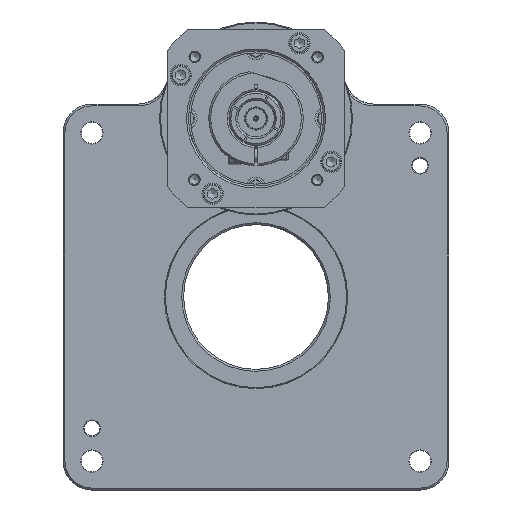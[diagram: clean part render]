
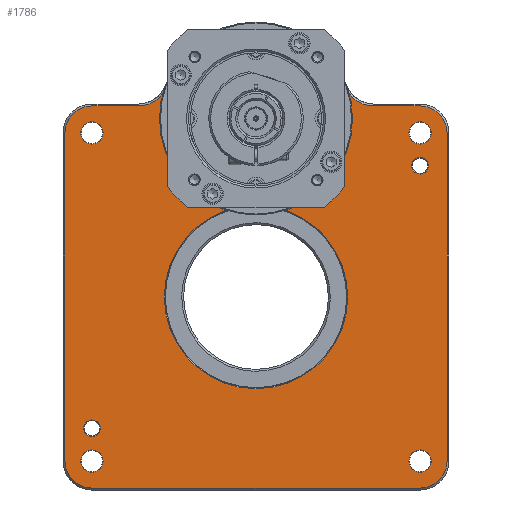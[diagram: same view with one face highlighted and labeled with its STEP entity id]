
A CAD part, front view. The second image highlights one B-rep face of the part: STEP entity #1786.
In plain terms, the highlighted planar face has unit normal (0, -1, 0).
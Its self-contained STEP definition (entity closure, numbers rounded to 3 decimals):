
#270=CARTESIAN_POINT('',(85.,0.,-79.2));
#271=VERTEX_POINT('',#270);
#272=CARTESIAN_POINT('',(85.,0.,-85.0));
#273=DIRECTION('',(0.0,1.0,0.0));
#274=DIRECTION('',(0.0,0.0,1.0));
#275=AXIS2_PLACEMENT_3D('',#272,#273,#274);
#276=CIRCLE('',#275,5.8);
#277=EDGE_CURVE('',#271,#271,#276,.T.);
#298=CARTESIAN_POINT('',(85.,0.,90.8));
#299=VERTEX_POINT('',#298);
#300=CARTESIAN_POINT('',(85.,0.,85.0));
#301=DIRECTION('',(0.0,1.0,0.0));
#302=DIRECTION('',(0.0,0.0,1.0));
#303=AXIS2_PLACEMENT_3D('',#300,#301,#302);
#304=CIRCLE('',#303,5.8);
#305=EDGE_CURVE('',#299,#299,#304,.T.);
#326=CARTESIAN_POINT('',(-85.,0.,90.8));
#327=VERTEX_POINT('',#326);
#328=CARTESIAN_POINT('',(-85.,0.,85.0));
#329=DIRECTION('',(0.0,1.0,0.0));
#330=DIRECTION('',(0.0,0.0,1.0));
#331=AXIS2_PLACEMENT_3D('',#328,#329,#330);
#332=CIRCLE('',#331,5.8);
#333=EDGE_CURVE('',#327,#327,#332,.T.);
#354=CARTESIAN_POINT('',(-85.,0.,-79.2));
#355=VERTEX_POINT('',#354);
#356=CARTESIAN_POINT('',(-85.,0.,-85.0));
#357=DIRECTION('',(0.0,1.0,0.0));
#358=DIRECTION('',(0.0,0.0,1.0));
#359=AXIS2_PLACEMENT_3D('',#356,#357,#358);
#360=CIRCLE('',#359,5.8);
#361=EDGE_CURVE('',#355,#355,#360,.T.);
#382=CARTESIAN_POINT('',(0.0,0.0,116.3));
#383=VERTEX_POINT('',#382);
#384=CARTESIAN_POINT('',(0.0,0.0,92.5));
#385=DIRECTION('',(0.0,1.0,0.0));
#386=DIRECTION('',(0.0,0.0,1.0));
#387=AXIS2_PLACEMENT_3D('',#384,#385,#386);
#388=CIRCLE('',#387,23.8);
#389=EDGE_CURVE('',#383,#383,#388,.T.);
#410=CARTESIAN_POINT('',(0.,0.,47.5));
#411=VERTEX_POINT('',#410);
#412=CARTESIAN_POINT('',(0.0,0.0,0.0));
#413=DIRECTION('',(0.0,1.0,0.0));
#414=DIRECTION('',(0.0,0.0,1.0));
#415=AXIS2_PLACEMENT_3D('',#412,#413,#414);
#416=CIRCLE('',#415,47.5);
#417=EDGE_CURVE('',#411,#411,#416,.T.);
#880=CARTESIAN_POINT('',(-85.,0.,-63.7));
#881=VERTEX_POINT('',#880);
#882=CARTESIAN_POINT('',(-85.,0.,-68.0));
#883=DIRECTION('',(0.0,1.0,0.0));
#884=DIRECTION('',(0.0,0.0,1.0));
#885=AXIS2_PLACEMENT_3D('',#882,#883,#884);
#886=CIRCLE('',#885,4.3);
#887=EDGE_CURVE('',#881,#881,#886,.T.);
#936=CARTESIAN_POINT('',(85.,0.,72.3));
#937=VERTEX_POINT('',#936);
#938=CARTESIAN_POINT('',(85.,0.,68.0));
#939=DIRECTION('',(0.0,1.0,0.0));
#940=DIRECTION('',(0.0,0.0,1.0));
#941=AXIS2_PLACEMENT_3D('',#938,#939,#940);
#942=CIRCLE('',#941,4.3);
#943=EDGE_CURVE('',#937,#937,#942,.T.);
#1016=CARTESIAN_POINT('',(0.,0.,130.6));
#1017=VERTEX_POINT('',#1016);
#1018=CARTESIAN_POINT('',(0.,0.,128.5));
#1019=DIRECTION('',(0.0,-1.0,0.0));
#1020=DIRECTION('',(0.0,0.0,1.0));
#1021=AXIS2_PLACEMENT_3D('',#1018,#1019,#1020);
#1022=CIRCLE('',#1021,2.1);
#1023=EDGE_CURVE('',#1017,#1017,#1022,.T.);
#1053=CARTESIAN_POINT('',(36.,0.,94.6));
#1054=VERTEX_POINT('',#1053);
#1055=CARTESIAN_POINT('',(36.,0.,92.5));
#1056=DIRECTION('',(0.0,-1.0,0.0));
#1057=DIRECTION('',(0.0,0.0,1.0));
#1058=AXIS2_PLACEMENT_3D('',#1055,#1056,#1057);
#1059=CIRCLE('',#1058,2.1);
#1060=EDGE_CURVE('',#1054,#1054,#1059,.T.);
#1113=CARTESIAN_POINT('',(0.,0.,58.6));
#1114=VERTEX_POINT('',#1113);
#1115=CARTESIAN_POINT('',(0.,0.,56.5));
#1116=DIRECTION('',(0.0,-1.0,0.0));
#1117=DIRECTION('',(0.0,0.0,1.0));
#1118=AXIS2_PLACEMENT_3D('',#1115,#1116,#1117);
#1119=CIRCLE('',#1118,2.1);
#1120=EDGE_CURVE('',#1114,#1114,#1119,.T.);
#1141=CARTESIAN_POINT('',(-36.,0.,94.6));
#1142=VERTEX_POINT('',#1141);
#1143=CARTESIAN_POINT('',(-36.,0.,92.5));
#1144=DIRECTION('',(0.0,-1.0,0.0));
#1145=DIRECTION('',(0.0,0.0,1.0));
#1146=AXIS2_PLACEMENT_3D('',#1143,#1144,#1145);
#1147=CIRCLE('',#1146,2.1);
#1148=EDGE_CURVE('',#1142,#1142,#1147,.T.);
#1640=CARTESIAN_POINT('',(0.0,0.0,0.0));
#1641=DIRECTION('',(0.0,-1.0,0.0));
#1642=DIRECTION('',(0.0,0.0,-1.0));
#1643=AXIS2_PLACEMENT_3D('',#1640,#1641,#1642);
#1644=PLANE('',#1643);
#1645=CARTESIAN_POINT('',(99.,0.,85.));
#1646=VERTEX_POINT('',#1645);
#1647=CARTESIAN_POINT('',(85.,0.,99.));
#1648=VERTEX_POINT('',#1647);
#1649=CARTESIAN_POINT('',(85.,0.,85.));
#1650=DIRECTION('',(0.0,-1.0,0.0));
#1651=DIRECTION('',(0.0,0.0,1.0));
#1652=AXIS2_PLACEMENT_3D('',#1649,#1650,#1651);
#1653=CIRCLE('',#1652,14.);
#1654=EDGE_CURVE('',#1646,#1648,#1653,.T.);
#1655=ORIENTED_EDGE('',*,*,#1654,.T.);
#1656=CARTESIAN_POINT('',(60.982,0.,99.0));
#1657=VERTEX_POINT('',#1656);
#1658=CARTESIAN_POINT('',(85.,0.,99.0));
#1659=DIRECTION('',(-1.0,0.0,0.0));
#1660=VECTOR('',#1659,24.018);
#1661=LINE('',#1658,#1660);
#1662=EDGE_CURVE('',#1648,#1657,#1661,.T.);
#1663=ORIENTED_EDGE('',*,*,#1662,.T.);
#1664=CARTESIAN_POINT('',(45.971,0.,109.462));
#1665=VERTEX_POINT('',#1664);
#1666=CARTESIAN_POINT('',(60.982,0.,115.0));
#1667=DIRECTION('',(0.0,1.0,0.0));
#1668=DIRECTION('',(0.0,0.0,1.0));
#1669=AXIS2_PLACEMENT_3D('',#1666,#1667,#1668);
#1670=CIRCLE('',#1669,16.0);
#1671=EDGE_CURVE('',#1657,#1665,#1670,.T.);
#1672=ORIENTED_EDGE('',*,*,#1671,.T.);
#1673=CARTESIAN_POINT('',(-45.971,0.,109.462));
#1674=VERTEX_POINT('',#1673);
#1675=CARTESIAN_POINT('',(0.0,0.0,92.5));
#1676=DIRECTION('',(0.0,-1.0,0.0));
#1677=DIRECTION('',(0.0,0.0,1.0));
#1678=AXIS2_PLACEMENT_3D('',#1675,#1676,#1677);
#1679=CIRCLE('',#1678,49.);
#1680=EDGE_CURVE('',#1665,#1674,#1679,.T.);
#1681=ORIENTED_EDGE('',*,*,#1680,.T.);
#1682=CARTESIAN_POINT('',(-60.982,0.,99.0));
#1683=VERTEX_POINT('',#1682);
#1684=CARTESIAN_POINT('',(-60.982,0.,115.0));
#1685=DIRECTION('',(0.0,1.0,0.0));
#1686=DIRECTION('',(0.0,0.0,1.0));
#1687=AXIS2_PLACEMENT_3D('',#1684,#1685,#1686);
#1688=CIRCLE('',#1687,16.0);
#1689=EDGE_CURVE('',#1674,#1683,#1688,.T.);
#1690=ORIENTED_EDGE('',*,*,#1689,.T.);
#1691=CARTESIAN_POINT('',(-85.,0.,99.0));
#1692=VERTEX_POINT('',#1691);
#1693=CARTESIAN_POINT('',(-60.982,0.,99.0));
#1694=DIRECTION('',(-1.0,0.0,0.0));
#1695=VECTOR('',#1694,24.018);
#1696=LINE('',#1693,#1695);
#1697=EDGE_CURVE('',#1683,#1692,#1696,.T.);
#1698=ORIENTED_EDGE('',*,*,#1697,.T.);
#1699=CARTESIAN_POINT('',(-99.,0.,85.));
#1700=VERTEX_POINT('',#1699);
#1701=CARTESIAN_POINT('',(-85.,0.,85.0));
#1702=DIRECTION('',(0.0,-1.0,0.0));
#1703=DIRECTION('',(0.0,0.0,1.0));
#1704=AXIS2_PLACEMENT_3D('',#1701,#1702,#1703);
#1705=CIRCLE('',#1704,14.);
#1706=EDGE_CURVE('',#1692,#1700,#1705,.T.);
#1707=ORIENTED_EDGE('',*,*,#1706,.T.);
#1708=CARTESIAN_POINT('',(-99.,0.,-85.0));
#1709=VERTEX_POINT('',#1708);
#1710=CARTESIAN_POINT('',(-99.,0.,85.));
#1711=DIRECTION('',(0.0,0.0,-1.0));
#1712=VECTOR('',#1711,170.0);
#1713=LINE('',#1710,#1712);
#1714=EDGE_CURVE('',#1700,#1709,#1713,.T.);
#1715=ORIENTED_EDGE('',*,*,#1714,.T.);
#1716=CARTESIAN_POINT('',(-85.,0.,-99.0));
#1717=VERTEX_POINT('',#1716);
#1718=CARTESIAN_POINT('',(-85.,0.,-85.0));
#1719=DIRECTION('',(0.0,-1.0,0.0));
#1720=DIRECTION('',(0.0,0.0,1.0));
#1721=AXIS2_PLACEMENT_3D('',#1718,#1719,#1720);
#1722=CIRCLE('',#1721,14.);
#1723=EDGE_CURVE('',#1709,#1717,#1722,.T.);
#1724=ORIENTED_EDGE('',*,*,#1723,.T.);
#1725=CARTESIAN_POINT('',(85.,0.,-99.0));
#1726=VERTEX_POINT('',#1725);
#1727=CARTESIAN_POINT('',(-85.,0.,-99.0));
#1728=DIRECTION('',(1.0,0.0,0.0));
#1729=VECTOR('',#1728,170.);
#1730=LINE('',#1727,#1729);
#1731=EDGE_CURVE('',#1717,#1726,#1730,.T.);
#1732=ORIENTED_EDGE('',*,*,#1731,.T.);
#1733=CARTESIAN_POINT('',(99.,0.,-85.0));
#1734=VERTEX_POINT('',#1733);
#1735=CARTESIAN_POINT('',(85.,0.,-85.0));
#1736=DIRECTION('',(0.0,-1.0,0.0));
#1737=DIRECTION('',(0.0,0.0,1.0));
#1738=AXIS2_PLACEMENT_3D('',#1735,#1736,#1737);
#1739=CIRCLE('',#1738,14.);
#1740=EDGE_CURVE('',#1726,#1734,#1739,.T.);
#1741=ORIENTED_EDGE('',*,*,#1740,.T.);
#1742=CARTESIAN_POINT('',(99.,0.,-85.0));
#1743=DIRECTION('',(0.0,0.0,1.0));
#1744=VECTOR('',#1743,170.0);
#1745=LINE('',#1742,#1744);
#1746=EDGE_CURVE('',#1734,#1646,#1745,.T.);
#1747=ORIENTED_EDGE('',*,*,#1746,.T.);
#1748=EDGE_LOOP('',(#1655,#1663,#1672,#1681,#1690,#1698,#1707,#1715,#1724,#1732,#1741,#1747));
#1749=FACE_OUTER_BOUND('',#1748,.T.);
#1750=ORIENTED_EDGE('',*,*,#361,.T.);
#1751=EDGE_LOOP('',(#1750));
#1752=FACE_BOUND('',#1751,.T.);
#1753=ORIENTED_EDGE('',*,*,#333,.T.);
#1754=EDGE_LOOP('',(#1753));
#1755=FACE_BOUND('',#1754,.T.);
#1756=ORIENTED_EDGE('',*,*,#305,.T.);
#1757=EDGE_LOOP('',(#1756));
#1758=FACE_BOUND('',#1757,.T.);
#1759=ORIENTED_EDGE('',*,*,#277,.T.);
#1760=EDGE_LOOP('',(#1759));
#1761=FACE_BOUND('',#1760,.T.);
#1762=ORIENTED_EDGE('',*,*,#389,.T.);
#1763=EDGE_LOOP('',(#1762));
#1764=FACE_BOUND('',#1763,.T.);
#1765=ORIENTED_EDGE('',*,*,#417,.T.);
#1766=EDGE_LOOP('',(#1765));
#1767=FACE_BOUND('',#1766,.T.);
#1768=ORIENTED_EDGE('',*,*,#943,.T.);
#1769=EDGE_LOOP('',(#1768));
#1770=FACE_BOUND('',#1769,.T.);
#1771=ORIENTED_EDGE('',*,*,#887,.T.);
#1772=EDGE_LOOP('',(#1771));
#1773=FACE_BOUND('',#1772,.T.);
#1774=ORIENTED_EDGE('',*,*,#1148,.F.);
#1775=EDGE_LOOP('',(#1774));
#1776=FACE_BOUND('',#1775,.T.);
#1777=ORIENTED_EDGE('',*,*,#1120,.F.);
#1778=EDGE_LOOP('',(#1777));
#1779=FACE_BOUND('',#1778,.T.);
#1780=ORIENTED_EDGE('',*,*,#1060,.F.);
#1781=EDGE_LOOP('',(#1780));
#1782=FACE_BOUND('',#1781,.T.);
#1783=ORIENTED_EDGE('',*,*,#1023,.F.);
#1784=EDGE_LOOP('',(#1783));
#1785=FACE_BOUND('',#1784,.T.);
#1786=ADVANCED_FACE('',(#1749,#1752,#1755,#1758,#1761,#1764,#1767,#1770,#1773,#1776,#1779,#1782,#1785),#1644,.T.);
